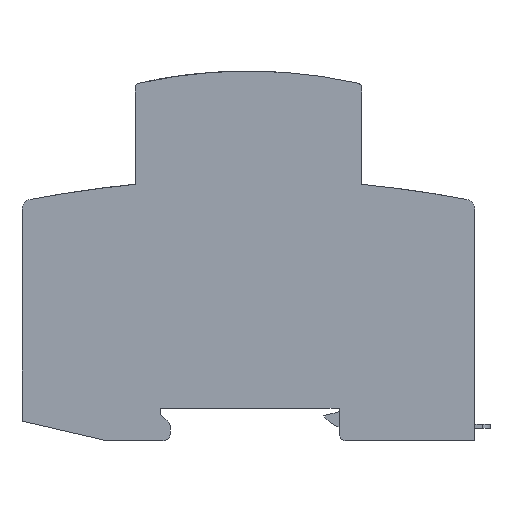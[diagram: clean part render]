
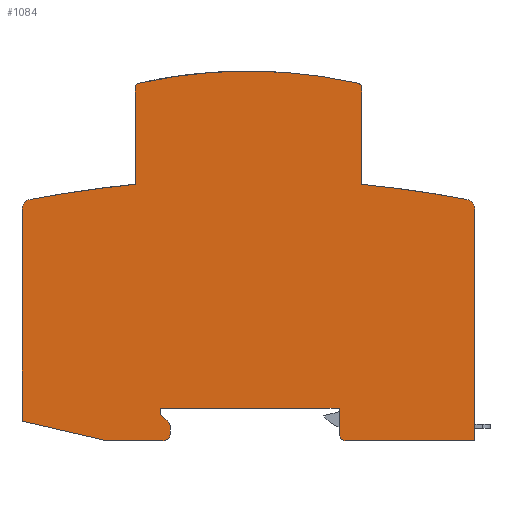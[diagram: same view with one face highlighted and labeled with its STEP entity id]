
A CAD part, left-side view. The second image highlights one B-rep face of the part: STEP entity #1084.
In plain terms, the highlighted planar face has unit normal (-1, 0, 0).
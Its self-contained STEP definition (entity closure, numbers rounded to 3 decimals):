
#1084=ADVANCED_FACE('',(#2190),#2191,.F.);
#2190=FACE_OUTER_BOUND('',#3287,.T.);
#2191=PLANE('',#3288);
#3287=EDGE_LOOP('',(#6644,#6645,#6646,#6647,#6648,#6649,#6650,#6651,#6652,#6653,#6654,#6655,#6656,#6657,#6658,#6659,#6660,#6661,#6662,#6663,#6664,#6665,#6666));
#3288=AXIS2_PLACEMENT_3D('',#6667,#6668,#6669);
#6644=ORIENTED_EDGE('',*,*,#8003,.F.);
#6645=ORIENTED_EDGE('',*,*,#7948,.F.);
#6646=ORIENTED_EDGE('',*,*,#7705,.F.);
#6647=ORIENTED_EDGE('',*,*,#7953,.F.);
#6648=ORIENTED_EDGE('',*,*,#7956,.F.);
#6649=ORIENTED_EDGE('',*,*,#7580,.F.);
#6650=ORIENTED_EDGE('',*,*,#7959,.F.);
#6651=ORIENTED_EDGE('',*,*,#7182,.F.);
#6652=ORIENTED_EDGE('',*,*,#7963,.F.);
#6653=ORIENTED_EDGE('',*,*,#7966,.F.);
#6654=ORIENTED_EDGE('',*,*,#7917,.F.);
#6655=ORIENTED_EDGE('',*,*,#6759,.F.);
#6656=ORIENTED_EDGE('',*,*,#7970,.F.);
#6657=ORIENTED_EDGE('',*,*,#7973,.F.);
#6658=ORIENTED_EDGE('',*,*,#7541,.F.);
#6659=ORIENTED_EDGE('',*,*,#7976,.F.);
#6660=ORIENTED_EDGE('',*,*,#7642,.F.);
#6661=ORIENTED_EDGE('',*,*,#7980,.F.);
#6662=ORIENTED_EDGE('',*,*,#7984,.F.);
#6663=ORIENTED_EDGE('',*,*,#7988,.F.);
#6664=ORIENTED_EDGE('',*,*,#7992,.F.);
#6665=ORIENTED_EDGE('',*,*,#7996,.F.);
#6666=ORIENTED_EDGE('',*,*,#8000,.F.);
#6667=CARTESIAN_POINT('',(-9.0,44.617,32.137));
#6668=DIRECTION('',(1.0,0.0,0.));
#6669=DIRECTION('',(0.,0.0,-1.0));
#6759=EDGE_CURVE('',#8178,#8180,#8181,.T.);
#7182=EDGE_CURVE('',#8822,#8824,#8825,.T.);
#7541=EDGE_CURVE('',#9356,#9358,#9359,.T.);
#7580=EDGE_CURVE('',#9415,#9417,#9418,.T.);
#7642=EDGE_CURVE('',#9509,#9511,#9512,.T.);
#7705=EDGE_CURVE('',#9600,#9602,#9603,.T.);
#7917=EDGE_CURVE('',#8180,#9883,#9884,.T.);
#7948=EDGE_CURVE('',#9602,#9921,#9922,.T.);
#7953=EDGE_CURVE('',#9927,#9600,#9929,.T.);
#7956=EDGE_CURVE('',#9417,#9927,#9932,.T.);
#7959=EDGE_CURVE('',#8824,#9415,#9935,.T.);
#7963=EDGE_CURVE('',#9939,#8822,#9941,.T.);
#7966=EDGE_CURVE('',#9883,#9939,#9944,.T.);
#7970=EDGE_CURVE('',#9948,#8178,#9950,.T.);
#7973=EDGE_CURVE('',#9358,#9948,#9953,.T.);
#7976=EDGE_CURVE('',#9511,#9356,#9956,.T.);
#7980=EDGE_CURVE('',#9960,#9509,#9962,.T.);
#7984=EDGE_CURVE('',#9966,#9960,#9968,.T.);
#7988=EDGE_CURVE('',#9972,#9966,#9974,.T.);
#7992=EDGE_CURVE('',#9978,#9972,#9980,.T.);
#7996=EDGE_CURVE('',#9984,#9978,#9986,.T.);
#8000=EDGE_CURVE('',#9990,#9984,#9992,.T.);
#8003=EDGE_CURVE('',#9921,#9990,#9995,.T.);
#8178=VERTEX_POINT('',#10482);
#8180=VERTEX_POINT('',#10485);
#8181=CIRCLE('',#10486,100.0);
#8822=VERTEX_POINT('',#11748);
#8824=VERTEX_POINT('',#11751);
#8825=CIRCLE('',#11752,230.);
#9356=VERTEX_POINT('',#12638);
#9358=VERTEX_POINT('',#12641);
#9359=CIRCLE('',#12642,230.);
#9415=VERTEX_POINT('',#12724);
#9417=VERTEX_POINT('',#12727);
#9418=LINE('',#12728,#12729);
#9509=VERTEX_POINT('',#12864);
#9511=VERTEX_POINT('',#12867);
#9512=LINE('',#12868,#12869);
#9600=VERTEX_POINT('',#12987);
#9602=VERTEX_POINT('',#12990);
#9603=LINE('',#12991,#12992);
#9883=VERTEX_POINT('',#13519);
#9884=CIRCLE('',#13520,100.0);
#9921=VERTEX_POINT('',#13619);
#9922=LINE('',#13620,#13621);
#9927=VERTEX_POINT('',#13627);
#9929=CIRCLE('',#13630,1.5);
#9932=LINE('',#13634,#13635);
#9935=CIRCLE('',#13638,2.);
#9939=VERTEX_POINT('',#13643);
#9941=LINE('',#13646,#13647);
#9944=CIRCLE('',#13650,1.);
#9948=VERTEX_POINT('',#13654);
#9950=CIRCLE('',#13657,1.);
#9953=LINE('',#13661,#13662);
#9956=CIRCLE('',#13665,2.);
#9960=VERTEX_POINT('',#13670);
#9962=LINE('',#13673,#13674);
#9966=VERTEX_POINT('',#13679);
#9968=LINE('',#13682,#13683);
#9972=VERTEX_POINT('',#13687);
#9974=CIRCLE('',#13690,1.5);
#9978=VERTEX_POINT('',#13695);
#9980=LINE('',#13698,#13699);
#9984=VERTEX_POINT('',#13703);
#9986=CIRCLE('',#13706,1.5);
#9990=VERTEX_POINT('',#13711);
#9992=LINE('',#13714,#13715);
#9995=LINE('',#13719,#13720);
#10482=CARTESIAN_POINT('',(-9.0,66.717,71.113));
#10485=CARTESIAN_POINT('',(-9.0,45.0,73.5));
#10486=AXIS2_PLACEMENT_3D('',#13894,#13895,#13896);
#11748=CARTESIAN_POINT('',(-9.0,22.5,50.997));
#11751=CARTESIAN_POINT('',(-9.0,1.623,47.973));
#11752=AXIS2_PLACEMENT_3D('',#14242,#14243,#14244);
#12638=CARTESIAN_POINT('',(-9.0,88.377,47.973));
#12641=CARTESIAN_POINT('',(-9.0,67.5,50.997));
#12642=AXIS2_PLACEMENT_3D('',#14511,#14512,#14513);
#12724=CARTESIAN_POINT('',(-9.0,0.0,46.008));
#12727=CARTESIAN_POINT('',(-9.0,0.0,0.));
#12728=CARTESIAN_POINT('',(-9.0,0.0,46.008));
#12729=VECTOR('',#14541,1.0);
#12864=CARTESIAN_POINT('',(-9.0,90.0,3.925));
#12867=CARTESIAN_POINT('',(-9.0,90.0,46.008));
#12868=CARTESIAN_POINT('',(-9.0,90.0,3.925));
#12869=VECTOR('',#14587,1.0);
#12987=CARTESIAN_POINT('',(-9.0,27.0,1.5));
#12990=CARTESIAN_POINT('',(-9.0,27.0,6.5));
#12991=CARTESIAN_POINT('',(-9.0,27.0,1.5));
#12992=VECTOR('',#14655,1.0);
#13519=CARTESIAN_POINT('',(-9.0,23.283,71.113));
#13520=AXIS2_PLACEMENT_3D('',#14878,#14879,#14880);
#13619=CARTESIAN_POINT('',(-9.0,62.5,6.5));
#13620=CARTESIAN_POINT('',(-9.0,27.0,6.5));
#13621=VECTOR('',#14904,1.0);
#13627=CARTESIAN_POINT('',(-9.0,25.5,0.));
#13630=AXIS2_PLACEMENT_3D('',#14910,#14911,#14912);
#13634=CARTESIAN_POINT('',(-9.0,0.0,0.));
#13635=VECTOR('',#14914,1.0);
#13638=AXIS2_PLACEMENT_3D('',#14918,#14919,#14920);
#13643=CARTESIAN_POINT('',(-9.0,22.5,70.137));
#13646=CARTESIAN_POINT('',(-9.0,22.5,70.137));
#13647=VECTOR('',#14923,1.0);
#13650=AXIS2_PLACEMENT_3D('',#14927,#14928,#14929);
#13654=CARTESIAN_POINT('',(-9.0,67.5,70.137));
#13657=AXIS2_PLACEMENT_3D('',#14934,#14935,#14936);
#13661=CARTESIAN_POINT('',(-9.0,67.5,50.997));
#13662=VECTOR('',#14938,1.0);
#13665=AXIS2_PLACEMENT_3D('',#14942,#14943,#14944);
#13670=CARTESIAN_POINT('',(-9.0,73.0,0.));
#13673=CARTESIAN_POINT('',(-9.0,73.0,0.));
#13674=VECTOR('',#14947,1.0);
#13679=CARTESIAN_POINT('',(-9.0,62.0,0.));
#13682=CARTESIAN_POINT('',(-9.0,62.0,0.));
#13683=VECTOR('',#14950,1.0);
#13687=CARTESIAN_POINT('',(-9.0,60.5,1.5));
#13690=AXIS2_PLACEMENT_3D('',#14955,#14956,#14957);
#13695=CARTESIAN_POINT('',(-9.0,60.5,2.679));
#13698=CARTESIAN_POINT('',(-9.0,60.5,2.679));
#13699=VECTOR('',#14960,1.0);
#13703=CARTESIAN_POINT('',(-9.0,60.939,3.739));
#13706=AXIS2_PLACEMENT_3D('',#14965,#14966,#14967);
#13711=CARTESIAN_POINT('',(-9.0,62.5,5.3));
#13714=CARTESIAN_POINT('',(-9.0,62.5,5.3));
#13715=VECTOR('',#14970,1.0);
#13719=CARTESIAN_POINT('',(-9.0,62.5,6.5));
#13720=VECTOR('',#14972,1.0);
#13894=CARTESIAN_POINT('',(-9.0,45.0,-26.5));
#13895=DIRECTION('',(1.0,0.0,0.));
#13896=DIRECTION('',(0.,0.0,-1.0));
#14242=CARTESIAN_POINT('',(-9.,45.,-177.9));
#14243=DIRECTION('',(1.0,0.0,0.));
#14244=DIRECTION('',(0.,0.0,-1.0));
#14511=CARTESIAN_POINT('',(-9.,45.,-177.9));
#14512=DIRECTION('',(1.0,0.0,0.));
#14513=DIRECTION('',(0.,0.0,-1.0));
#14541=DIRECTION('',(0.,0.0,-1.0));
#14587=DIRECTION('',(0.,0.0,1.0));
#14655=DIRECTION('',(0.,0.0,1.0));
#14878=CARTESIAN_POINT('',(-9.0,45.0,-26.5));
#14879=DIRECTION('',(1.0,0.0,0.));
#14880=DIRECTION('',(0.,0.0,-1.0));
#14904=DIRECTION('',(0.0,1.0,0.0));
#14910=CARTESIAN_POINT('',(-9.0,25.5,1.5));
#14911=DIRECTION('',(1.0,0.0,0.));
#14912=DIRECTION('',(0.,0.0,-1.0));
#14914=DIRECTION('',(0.0,1.0,0.0));
#14918=CARTESIAN_POINT('',(-9.0,2.,46.008));
#14919=DIRECTION('',(1.0,0.0,0.));
#14920=DIRECTION('',(0.,0.0,-1.0));
#14923=DIRECTION('',(0.,0.0,-1.0));
#14927=CARTESIAN_POINT('',(-9.0,23.5,70.137));
#14928=DIRECTION('',(1.0,0.0,0.));
#14929=DIRECTION('',(0.,0.0,-1.0));
#14934=CARTESIAN_POINT('',(-9.0,66.5,70.137));
#14935=DIRECTION('',(1.0,0.0,0.));
#14936=DIRECTION('',(0.,0.0,-1.0));
#14938=DIRECTION('',(0.,0.0,1.0));
#14942=CARTESIAN_POINT('',(-9.0,88.,46.008));
#14943=DIRECTION('',(1.0,0.0,0.));
#14944=DIRECTION('',(0.,0.0,-1.0));
#14947=DIRECTION('',(0.,0.974,0.225));
#14950=DIRECTION('',(0.0,1.0,0.0));
#14955=CARTESIAN_POINT('',(-9.0,62.0,1.5));
#14956=DIRECTION('',(1.0,0.0,0.));
#14957=DIRECTION('',(0.,0.0,-1.0));
#14960=DIRECTION('',(0.,0.0,-1.0));
#14965=CARTESIAN_POINT('',(-9.0,62.,2.679));
#14966=DIRECTION('',(1.0,0.0,0.));
#14967=DIRECTION('',(0.,0.0,-1.0));
#14970=DIRECTION('',(0.,-0.707,-0.707));
#14972=DIRECTION('',(0.,0.0,-1.0));
